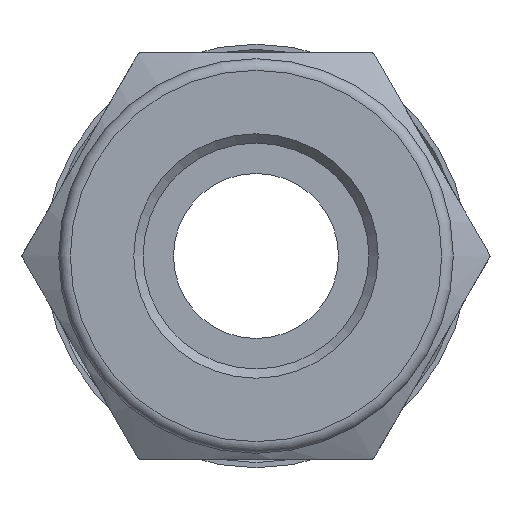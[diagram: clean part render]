
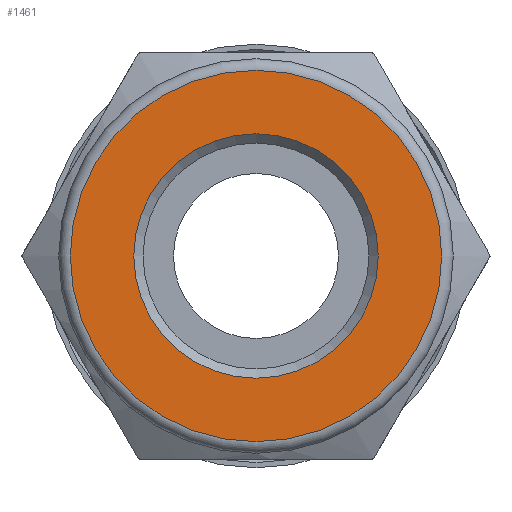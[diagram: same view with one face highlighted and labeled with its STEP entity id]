
A CAD part, left-side view. The second image highlights one B-rep face of the part: STEP entity #1461.
In plain terms, the highlighted planar face has unit normal (-1, 0, 0).
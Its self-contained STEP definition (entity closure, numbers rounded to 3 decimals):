
#84=FACE_BOUND('',#350,.T.);
#155=CIRCLE('',#1627,8.);
#169=CIRCLE('',#1653,5.265);
#250=FACE_OUTER_BOUND('',#349,.T.);
#349=EDGE_LOOP('',(#1245));
#350=EDGE_LOOP('',(#1246));
#663=VERTEX_POINT('',#2468);
#675=VERTEX_POINT('',#2514);
#851=EDGE_CURVE('',#663,#663,#155,.T.);
#873=EDGE_CURVE('',#675,#675,#169,.T.);
#1245=ORIENTED_EDGE('',*,*,#851,.F.);
#1246=ORIENTED_EDGE('',*,*,#873,.T.);
#1383=PLANE('',#1654);
#1461=ADVANCED_FACE('',(#250,#84),#1383,.T.);
#1627=AXIS2_PLACEMENT_3D('',#2470,#1985,#1986);
#1653=AXIS2_PLACEMENT_3D('',#2516,#2045,#2046);
#1654=AXIS2_PLACEMENT_3D('',#2517,#2047,#2048);
#1985=DIRECTION('center_axis',(1.,0.,0.));
#1986=DIRECTION('ref_axis',(0.,0.,-1.));
#2045=DIRECTION('center_axis',(1.,0.,0.));
#2046=DIRECTION('ref_axis',(0.,0.,-1.));
#2047=DIRECTION('center_axis',(-1.,0.,0.));
#2048=DIRECTION('ref_axis',(0.,0.,1.));
#2468=CARTESIAN_POINT('',(-22.464,0.,8.));
#2470=CARTESIAN_POINT('Origin',(-22.464,0.,
0.));
#2514=CARTESIAN_POINT('',(-22.464,-5.265,0.));
#2516=CARTESIAN_POINT('Origin',(-22.464,0.,
0.));
#2517=CARTESIAN_POINT('Origin',(-22.464,8.,0.));
